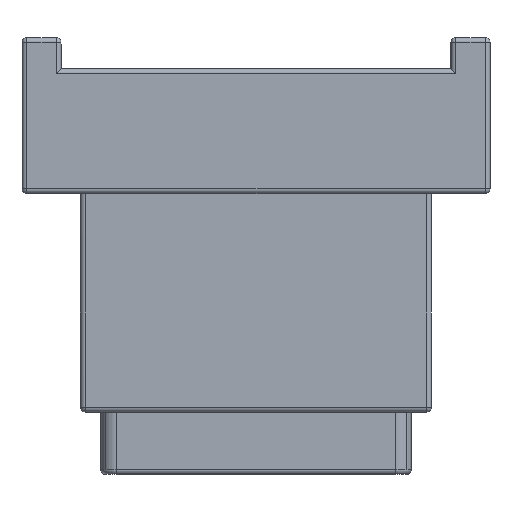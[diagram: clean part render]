
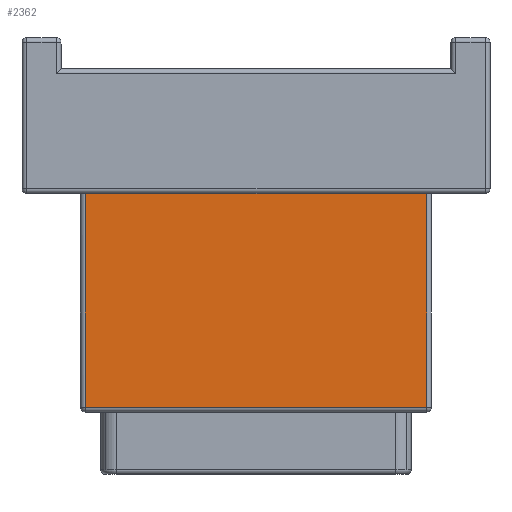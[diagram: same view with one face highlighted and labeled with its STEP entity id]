
A CAD part, front view. The second image highlights one B-rep face of the part: STEP entity #2362.
In plain terms, the highlighted planar face has unit normal (0, -1, 0).
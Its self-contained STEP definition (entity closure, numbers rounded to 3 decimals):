
#411 = CARTESIAN_POINT ( 'NONE',  ( -10.95, -6.25, 0. ) ) ;
#422 = CARTESIAN_POINT ( 'NONE',  ( 5.625, -6.25, 0. ) ) ;
#622 = ORIENTED_EDGE ( 'NONE', *, *, #9571, .T. ) ;
#968 = LINE ( 'NONE', #422, #5316 ) ;
#1364 = LINE ( 'NONE', #6411, #5717 ) ;
#1379 = EDGE_CURVE ( 'NONE', #8436, #9468, #968, .T. ) ;
#1955 = VECTOR ( 'NONE', #5876, 1000. ) ;
#2362 = ADVANCED_FACE ( 'NONE', ( #3796 ), #4409, .T. ) ;
#2372 = ORIENTED_EDGE ( 'NONE', *, *, #1379, .F. ) ;
#3154 = EDGE_LOOP ( 'NONE', ( #4947, #3975, #622, #2372 ) ) ;
#3718 = VERTEX_POINT ( 'NONE', #4631 ) ;
#3796 = FACE_OUTER_BOUND ( 'NONE', #3154, .T. ) ;
#3975 = ORIENTED_EDGE ( 'NONE', *, *, #10747, .T. ) ;
#4250 = DIRECTION ( 'NONE',  ( 0., 0., 1. ) ) ;
#4409 = PLANE ( 'NONE',  #5133 ) ;
#4631 = CARTESIAN_POINT ( 'NONE',  ( -10.95, -6.25, -13.7 ) ) ;
#4646 = LINE ( 'NONE', #10273, #7204 ) ;
#4947 = ORIENTED_EDGE ( 'NONE', *, *, #7120, .T. ) ;
#5010 = CARTESIAN_POINT ( 'NONE',  ( -10.95, -6.25, 0. ) ) ;
#5133 = AXIS2_PLACEMENT_3D ( 'NONE', #10438, #11200, #6715 ) ;
#5316 = VECTOR ( 'NONE', #9900, 1000. ) ;
#5717 = VECTOR ( 'NONE', #7268, 1000. ) ;
#5720 = VERTEX_POINT ( 'NONE', #6988 ) ;
#5797 = CARTESIAN_POINT ( 'NONE',  ( 10.95, -6.25, 0. ) ) ;
#5876 = DIRECTION ( 'NONE',  ( 0., 0., -1. ) ) ;
#6411 = CARTESIAN_POINT ( 'NONE',  ( 11.25, -6.25, -13.7 ) ) ;
#6715 = DIRECTION ( 'NONE',  ( 0., 0., -1. ) ) ;
#6988 = CARTESIAN_POINT ( 'NONE',  ( 10.95, -6.25, -13.7 ) ) ;
#7120 = EDGE_CURVE ( 'NONE', #8436, #3718, #8853, .T. ) ;
#7204 = VECTOR ( 'NONE', #4250, 1000. ) ;
#7268 = DIRECTION ( 'NONE',  ( 1., 0., 0. ) ) ;
#8436 = VERTEX_POINT ( 'NONE', #411 ) ;
#8853 = LINE ( 'NONE', #5010, #1955 ) ;
#9468 = VERTEX_POINT ( 'NONE', #5797 ) ;
#9571 = EDGE_CURVE ( 'NONE', #5720, #9468, #4646, .T. ) ;
#9900 = DIRECTION ( 'NONE',  ( 1., 0., 0. ) ) ;
#10273 = CARTESIAN_POINT ( 'NONE',  ( 10.95, -6.25, 0. ) ) ;
#10438 = CARTESIAN_POINT ( 'NONE',  ( 11.25, -6.25, 0. ) ) ;
#10747 = EDGE_CURVE ( 'NONE', #3718, #5720, #1364, .T. ) ;
#11200 = DIRECTION ( 'NONE',  ( 0., -1., 0. ) ) ;
